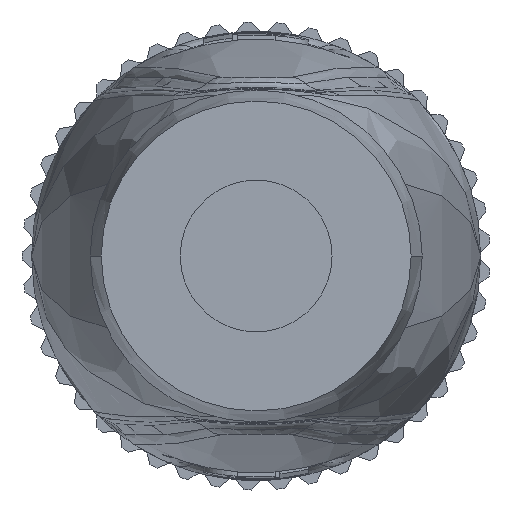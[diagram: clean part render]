
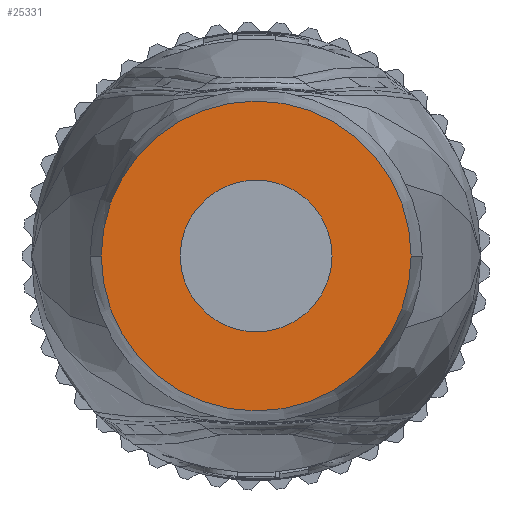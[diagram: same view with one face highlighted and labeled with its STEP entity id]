
A CAD part, front view. The second image highlights one B-rep face of the part: STEP entity #25331.
In plain terms, the highlighted planar face has unit normal (0, -1, 0).
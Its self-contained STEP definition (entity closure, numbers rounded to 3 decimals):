
#6752=CARTESIAN_POINT('',(0.,-47.,0.));
#6753=DIRECTION('',(0.,1.,0.));
#6754=DIRECTION('',(1.,0.,0.));
#6755=AXIS2_PLACEMENT_3D('',#6752,#6753,#6754);
#6757=CARTESIAN_POINT('',(0.,-47.,0.));
#6758=DIRECTION('',(0.,-1.,0.));
#6759=DIRECTION('',(1.,0.,0.));
#6760=AXIS2_PLACEMENT_3D('',#6757,#6758,#6759);
#6762=CARTESIAN_POINT('',(0.,-47.,0.));
#6763=DIRECTION('',(0.,-1.,0.));
#6764=DIRECTION('',(0.,0.,-1.));
#6765=AXIS2_PLACEMENT_3D('',#6762,#6763,#6764);
#6767=CARTESIAN_POINT('',(0.,-47.,0.));
#6768=DIRECTION('',(0.,-1.,0.));
#6769=DIRECTION('',(0.,0.,1.));
#6770=AXIS2_PLACEMENT_3D('',#6767,#6768,#6769);
#9028=CARTESIAN_POINT('',(4.9,-47.,0.));
#9030=VERTEX_POINT('',#9028);
#9032=CARTESIAN_POINT('',(-4.9,-47.,0.));
#9034=VERTEX_POINT('',#9032);
#9379=CARTESIAN_POINT('',(0.,-47.,-2.4));
#9380=CARTESIAN_POINT('',(0.,-47.,2.4));
#9381=VERTEX_POINT('',#9379);
#9382=VERTEX_POINT('',#9380);
#25316=CARTESIAN_POINT('',(0.,-47.,0.));
#25317=DIRECTION('',(0.,-1.,0.));
#25318=DIRECTION('',(1.,0.,0.));
#25319=AXIS2_PLACEMENT_3D('',#25316,#25317,#25318);
#25320=PLANE('',#25319);
#25321=ORIENTED_EDGE('',*,*,#25274,.T.);
#25322=ORIENTED_EDGE('',*,*,#25297,.F.);
#25323=EDGE_LOOP('',(#25321,#25322));
#25324=FACE_OUTER_BOUND('',#25323,.F.);
#25326=ORIENTED_EDGE('',*,*,#25325,.T.);
#25328=ORIENTED_EDGE('',*,*,#25327,.T.);
#25329=EDGE_LOOP('',(#25326,#25328));
#25330=FACE_BOUND('',#25329,.F.);
#25331=ADVANCED_FACE('',(#25324,#25330),#25320,.T.);
#6756=CIRCLE('',#6755,4.9);
#6761=CIRCLE('',#6760,4.9);
#6766=CIRCLE('',#6765,2.4);
#6771=CIRCLE('',#6770,2.4);
#25274=EDGE_CURVE('',#9030,#9034,#6756,.T.);
#25297=EDGE_CURVE('',#9030,#9034,#6761,.T.);
#25325=EDGE_CURVE('',#9381,#9382,#6766,.T.);
#25327=EDGE_CURVE('',#9382,#9381,#6771,.T.);
